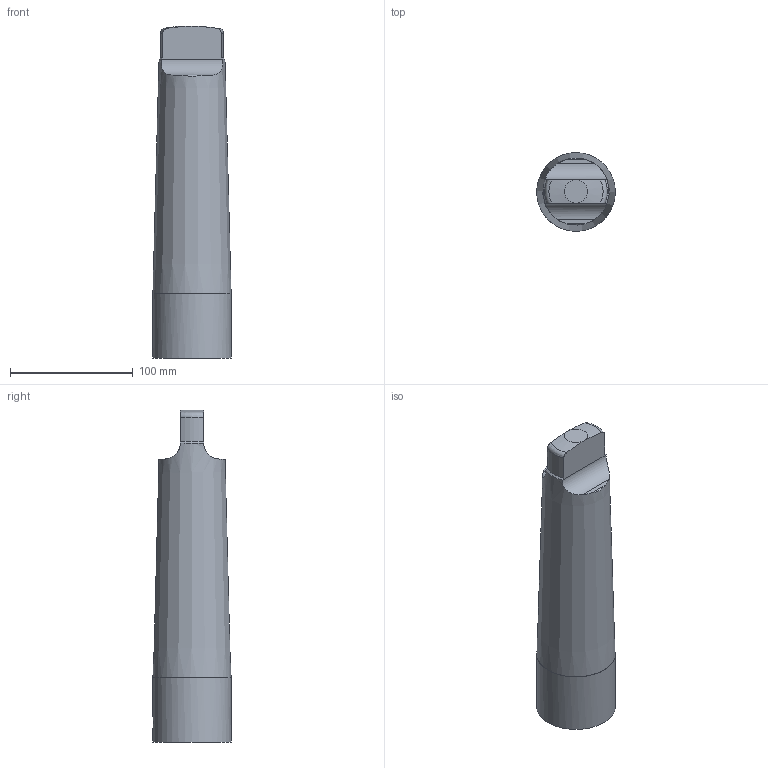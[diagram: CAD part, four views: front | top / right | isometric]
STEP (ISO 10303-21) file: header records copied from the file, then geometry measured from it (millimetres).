
FILE_DESCRIPTION((''),'1');
FILE_NAME('MT6-CKB6-61.stp','2024-09-04T02:55:09',(''),(''),'Spatial Interop R21 SP3','Kubotek KeyCreator 2011 V10.0.2 (22737)',' ');
FILE_SCHEMA(('automotive_design'));
Length unit declared in the file: millimetre
Products named in the file (1): 240[2]
Bounding box: 64 x 64 x 270.5 mm (x, y, z)
Surface area: 58689.5 mm2 (no closed solid volume)
Topology: 0 solids, 1 shells, 25 faces, 60 edges, 38 vertices
Faces by surface type: plane 11, cylinder 7, cone 5, torus 2
Full cylindrical faces by diameter (mm): 12.3 x1, 36 x1, 64 x1
Entity records: 1526 total; most frequent: CARTESIAN_POINT 440, DIRECTION 106, PRESENTATION_STYLE_ASSIGNMENT 102, COLOUR_RGB 102, ORIENTED_EDGE 100, STYLED_ITEM 76, CURVE_STYLE 76, DRAUGHTING_PRE_DEFINED_CURVE_FONT 76
